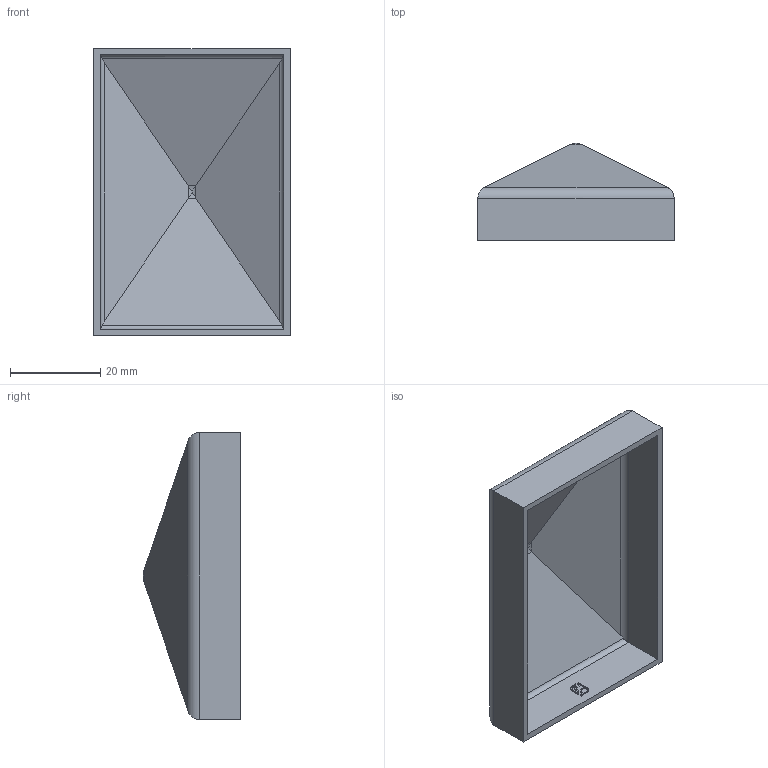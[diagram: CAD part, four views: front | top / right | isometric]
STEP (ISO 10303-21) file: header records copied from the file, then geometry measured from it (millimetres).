
FILE_DESCRIPTION (( 'STEP AP203' ), '1' );
FILE_NAME ('165-60X40V2AG.step', '2020-12-03T12:56:06', ( '' ), ( '' ), 'SwSTEP 2.0', 'SolidWorks 2018', '' );
FILE_SCHEMA (( 'CONFIG_CONTROL_DESIGN' ));
Length unit declared in the file: millimetre
Products named in the file (2): 165-60X40V2AG
Bounding box: 43.5 x 21.5 x 63.5 mm (x, y, z)
Volume: 6957.8 mm3; surface area: 10248.6 mm2
Topology: 1 solids, 1 shells, 340 faces, 904 edges, 598 vertices
Faces by surface type: plane 197, bspline 127, cylinder 16
Entity records: 17233 total; most frequent: CARTESIAN_POINT 9563, ORIENTED_EDGE 1808, DIRECTION 1052, EDGE_CURVE 904, VECTOR 622, LINE 622, VERTEX_POINT 598, EDGE_LOOP 372
